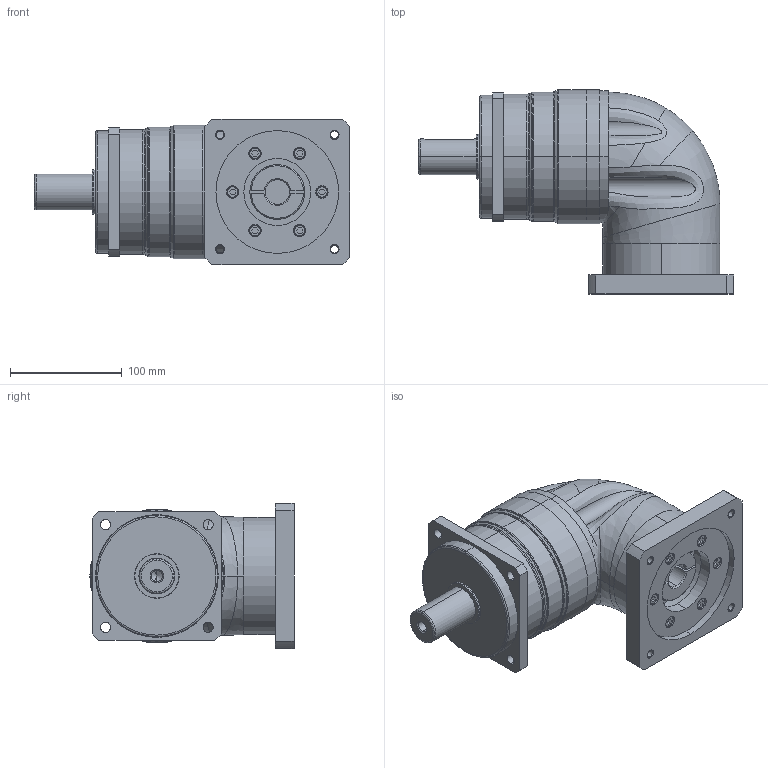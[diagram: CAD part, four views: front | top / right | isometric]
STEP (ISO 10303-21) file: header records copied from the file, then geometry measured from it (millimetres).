
FILE_DESCRIPTION((''),'2;1');
FILE_NAME('00_ASM','2022-06-14T11:04:06',('Administrator'),(''),'CREO PARAMETRIC BY PTC INC, 2019010','CREO PARAMETRIC BY PTC INC, 2019010','');
FILE_SCHEMA(('CONFIG_CONTROL_DESIGN'));
Length unit declared in the file: millimetre
Products named in the file (4): 10001; _30001; _180001; 00_ASM
Assembly tree (3 placements, depth 2):
  00_ASM
    10001
    _30001
    _180001
Bounding box: 282.9 x 183 x 130 mm (x, y, z)
Volume: 2883673.5 mm3; surface area: 235361.7 mm2
Topology: 3 solids, 3 shells, 268 faces, 648 edges, 415 vertices
Faces by surface type: plane 94, cylinder 86, torus 48, cone 22, bspline 18
Entity records: 13212 total; most frequent: CARTESIAN_POINT 6713, DIRECTION 1407, ORIENTED_EDGE 1292, EDGE_CURVE 646, AXIS2_PLACEMENT_3D 572, VERTEX_POINT 415, EDGE_LOOP 315, CIRCLE 315
